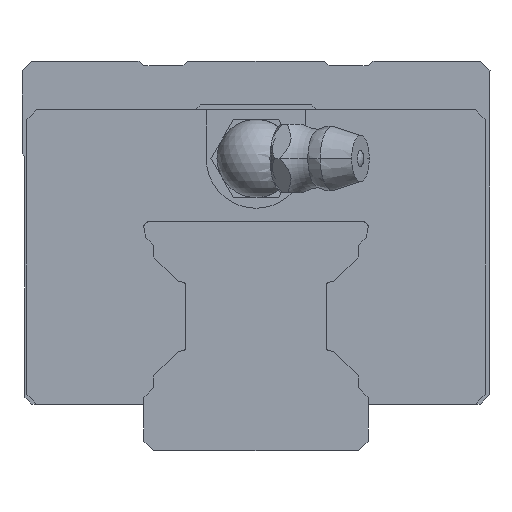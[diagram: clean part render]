
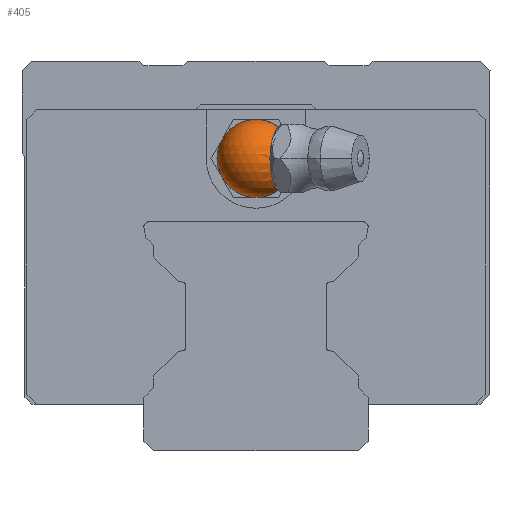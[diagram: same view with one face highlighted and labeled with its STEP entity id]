
A CAD part, front view. The second image highlights one B-rep face of the part: STEP entity #405.
In plain terms, the highlighted spherical face has radius 4 mm.
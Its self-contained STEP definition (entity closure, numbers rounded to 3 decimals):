
#405=ADVANCED_FACE('',(#920),#921,.T.);
#920=FACE_OUTER_BOUND('',#1477,.T.);
#921=SPHERICAL_SURFACE('',#1478,4.0);
#1477=EDGE_LOOP('',(#3503,#3504,#3505,#3506));
#1478=AXIS2_PLACEMENT_3D('',#3507,#3508,#3509);
#3503=ORIENTED_EDGE('',*,*,#4770,.F.);
#3504=ORIENTED_EDGE('',*,*,#4781,.F.);
#3505=ORIENTED_EDGE('',*,*,#4703,.F.);
#3506=ORIENTED_EDGE('',*,*,#4782,.F.);
#3507=CARTESIAN_POINT('',(0.,-22.1,30.0));
#3508=DIRECTION('',(0.0,0.0,1.0));
#3509=DIRECTION('',(1.0,0.0,0.0));
#4703=EDGE_CURVE('',#7060,#7052,#7062,.T.);
#4770=EDGE_CURVE('',#7171,#7170,#7173,.T.);
#4781=EDGE_CURVE('',#7052,#7171,#7186,.T.);
#4782=EDGE_CURVE('',#7170,#7060,#7187,.T.);
#7052=VERTEX_POINT('',#10242);
#7060=VERTEX_POINT('',#10251);
#7062=CIRCLE('',#10254,4.0);
#7170=VERTEX_POINT('',#10524);
#7171=VERTEX_POINT('',#10525);
#7173=CIRCLE('',#10527,2.77);
#7186=CIRCLE('',#10552,4.0);
#7187=CIRCLE('',#10553,4.0);
#10242=CARTESIAN_POINT('',(0.,-22.1,34.0));
#10251=CARTESIAN_POINT('',(0.,-22.1,26.0));
#10254=AXIS2_PLACEMENT_3D('',#12434,#12435,#12436);
#10524=CARTESIAN_POINT('',(3.123,-22.1,27.501));
#10525=CARTESIAN_POINT('',(3.123,-22.1,32.499));
#10527=AXIS2_PLACEMENT_3D('',#12524,#12525,#12526);
#10552=AXIS2_PLACEMENT_3D('',#12542,#12543,#12544);
#10553=AXIS2_PLACEMENT_3D('',#12545,#12546,#12547);
#12434=CARTESIAN_POINT('',(0.,-22.1,30.0));
#12435=DIRECTION('',(0.0,1.0,0.0));
#12436=DIRECTION('',(0.0,0.0,1.0));
#12524=CARTESIAN_POINT('',(2.666,-23.204,30.0));
#12525=DIRECTION('',(0.924,-0.383,0.));
#12526=DIRECTION('',(0.383,0.924,0.));
#12542=CARTESIAN_POINT('',(0.,-22.1,30.0));
#12543=DIRECTION('',(0.0,1.0,0.0));
#12544=DIRECTION('',(0.0,0.0,1.0));
#12545=CARTESIAN_POINT('',(0.,-22.1,30.0));
#12546=DIRECTION('',(0.0,1.0,0.0));
#12547=DIRECTION('',(0.0,0.0,1.0));
